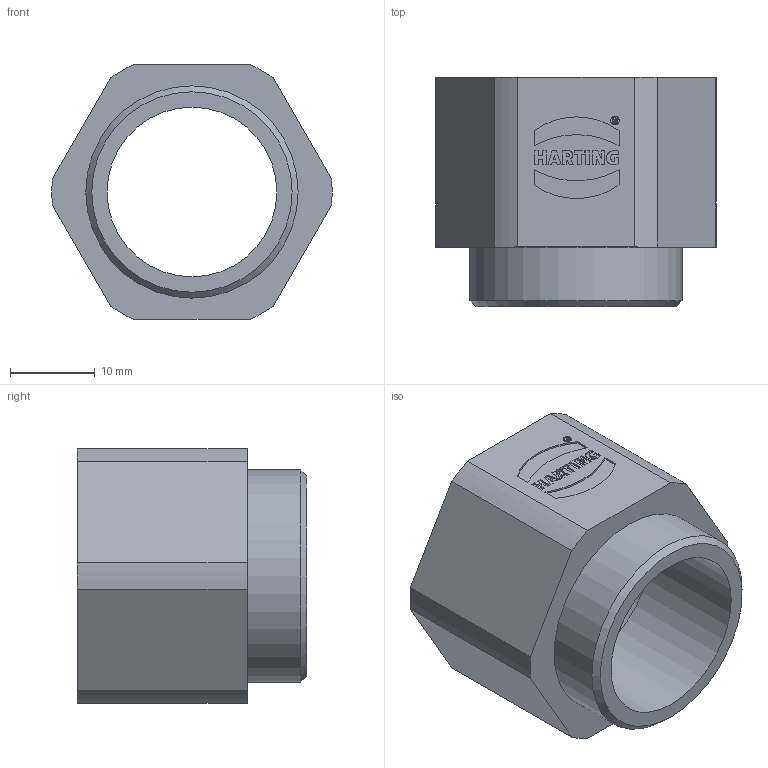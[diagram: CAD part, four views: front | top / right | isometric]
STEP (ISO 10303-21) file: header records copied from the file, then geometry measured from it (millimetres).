
FILE_DESCRIPTION(/* description */ (''),/* implementation_level */ '2;1');
FILE_NAME(/* name */ '100095230ugm000_b.stp',/* time_stamp */ '2019-10-31T14:04:02+01:00',/* author */ (''),/* organization */ (''),/* preprocessor_version */ 'ST-DEVELOPER v16.7',/* originating_system */ 'SIEMENS PLM Software NX 12.0',/* authorisation */ '');
FILE_SCHEMA (('AUTOMOTIVE_DESIGN { 1 0 10303 214 3 1 1 1 }'));
Length unit declared in the file: millimetre
Products named in the file (1): 100095230ugm000_b
Bounding box: 32.99 x 27 x 30 mm (x, y, z)
Volume: 7979.8 mm3; surface area: 5384.3 mm2
Topology: 1 solids, 1 shells, 121 faces, 309 edges, 208 vertices
Faces by surface type: plane 99, cylinder 18, extrusion 3, cone 1
Full cylindrical faces by diameter (mm): 0.7 x1, 1 x1, 20 x1, 25 x2
Entity records: 4545 total; most frequent: CARTESIAN_POINT 881, ORIENTED_EDGE 602, DIRECTION 575, EDGE_CURVE 301, VECTOR 259, LINE 256, VERTEX_POINT 205, AXIS2_PLACEMENT_3D 158
